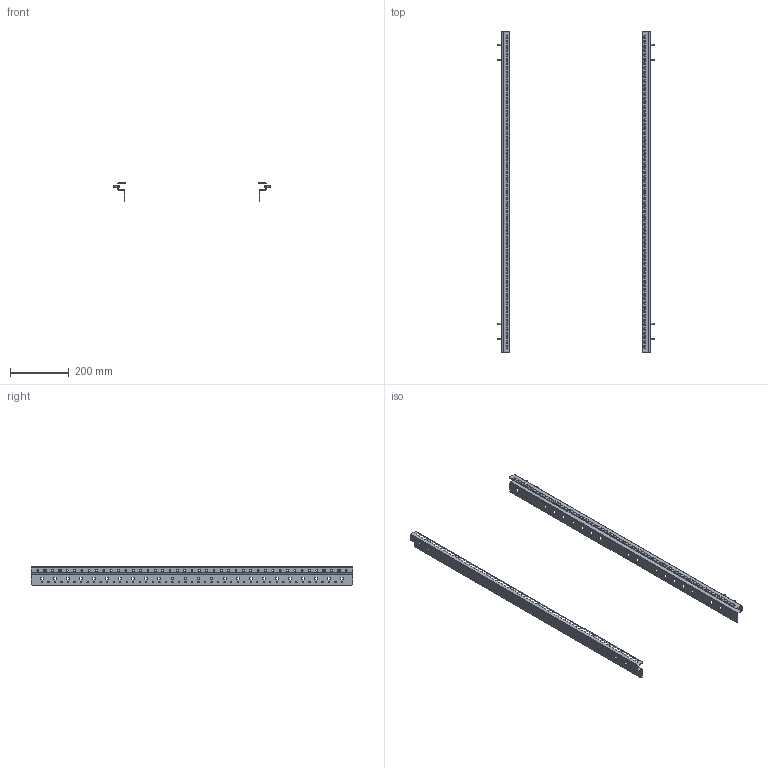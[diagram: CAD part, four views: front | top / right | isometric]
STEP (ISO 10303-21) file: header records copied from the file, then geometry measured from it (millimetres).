
FILE_DESCRIPTION (( 'STEP AP203' ), '1' );
FILE_NAME ('UR39000110006 Êîìïëåêò ïðîôèëåé 19-äþéìîâûõ Ñ-îáðàçíûõ RS52 24U (000.801.390) .STEP', '2022-04-26T06:42:16', ( '' ), ( '' ), 'SwSTEP 2.0', 'SolidWorks 2017', '' );
FILE_SCHEMA (( 'CONFIG_CONTROL_DESIGN' ));
Length unit declared in the file: millimetre
Products named in the file (3): Âèíò DIN 7500 C TORX_Œ5å16; 072-15 Ïðîôèëü 19-äþéìîâûé Ñ-îáðàçíûé RS52_00 (120.00) 24U; UR39000110006 Êîìïëåêò ïðîôèëåé 19-äþéìîâûõ Ñ-îáðàçíûõ RS52 24U (000.801.390) 
Assembly tree (10 placements, depth 2):
  UR39000110006 Êîìïëåêò ïðîôèëåé 19-äþéìîâûõ Ñ-îáðàçíûõ RS52 24U (000.801.390) 
    072-15 Ïðîôèëü 19-äþéìîâûé Ñ-îáðàçíûé RS52_00 (120.00) 24U  x2
    Âèíò DIN 7500 C TORX_Œ5å16  x8
Bounding box: 533 x 1094 x 62.5 mm (x, y, z)
Volume: 423059.4 mm3; surface area: 453223 mm2
Topology: 10 solids, 10 shells, 1524 faces, 4424 edges, 2928 vertices
Faces by surface type: plane 968, cylinder 508, cone 32, sphere 16
Entity records: 22525 total; most frequent: CARTESIAN_POINT 3892, ORIENTED_EDGE 3752, DIRECTION 3565, EDGE_CURVE 1876, VECTOR 1443, LINE 1443, VERTEX_POINT 1242, AXIS2_PLACEMENT_3D 1061
